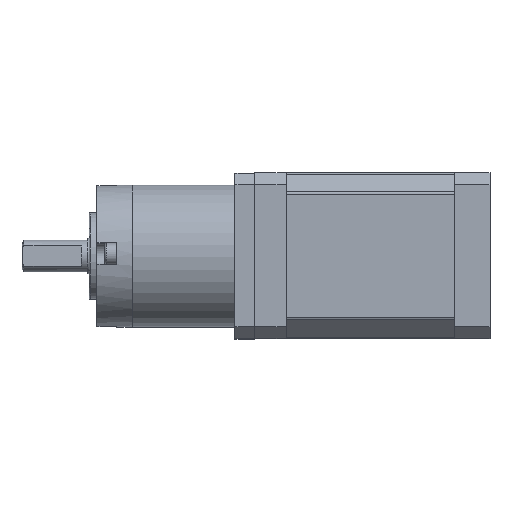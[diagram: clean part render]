
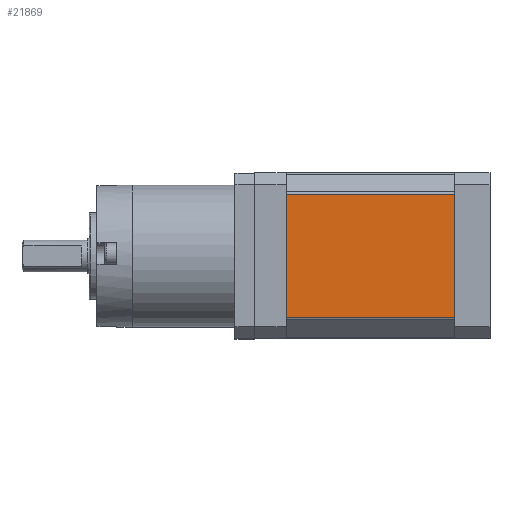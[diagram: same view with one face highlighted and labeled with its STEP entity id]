
A CAD part, top view. The second image highlights one B-rep face of the part: STEP entity #21869.
In plain terms, the highlighted planar face has unit normal (0, 0, 1).
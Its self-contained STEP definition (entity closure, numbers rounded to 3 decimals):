
#1165 = CARTESIAN_POINT ( 'NONE',  ( -9., 15.586, 21. ) ) ;
#1520 = VERTEX_POINT ( 'NONE', #8747 ) ;
#1841 = DIRECTION ( 'NONE',  ( 1., 0., 0. ) ) ;
#2135 = CARTESIAN_POINT ( 'NONE',  ( -9., -21., 21. ) ) ;
#2182 = VERTEX_POINT ( 'NONE', #1165 ) ;
#2299 = EDGE_CURVE ( 'NONE', #2182, #1520, #23506, .T. ) ;
#2692 = VECTOR ( 'NONE', #1841, 1000. ) ;
#5465 = EDGE_LOOP ( 'NONE', ( #13555, #20430, #12156, #19606 ) ) ;
#8087 = DIRECTION ( 'NONE',  ( 0., 0., 1. ) ) ;
#8747 = CARTESIAN_POINT ( 'NONE',  ( -51.7, 15.586, 21. ) ) ;
#9533 = CARTESIAN_POINT ( 'NONE',  ( -51.7, -21., 21. ) ) ;
#10350 = LINE ( 'NONE', #12787, #2692 ) ;
#10782 = LINE ( 'NONE', #2135, #11513 ) ;
#10868 = VECTOR ( 'NONE', #19311, 1000. ) ;
#10913 = DIRECTION ( 'NONE',  ( 0., -1., 0. ) ) ;
#11513 = VECTOR ( 'NONE', #10913, 1000. ) ;
#12156 = ORIENTED_EDGE ( 'NONE', *, *, #14178, .F. ) ;
#12388 = FACE_OUTER_BOUND ( 'NONE', #5465, .T. ) ;
#12604 = EDGE_CURVE ( 'NONE', #21066, #1520, #27412, .T. ) ;
#12787 = CARTESIAN_POINT ( 'NONE',  ( -9., -15.586, 21. ) ) ;
#13555 = ORIENTED_EDGE ( 'NONE', *, *, #12604, .F. ) ;
#14178 = EDGE_CURVE ( 'NONE', #2182, #24384, #10782, .T. ) ;
#17069 = AXIS2_PLACEMENT_3D ( 'NONE', #25963, #8087, #21197 ) ;
#17573 = EDGE_CURVE ( 'NONE', #21066, #24384, #10350, .T. ) ;
#18343 = CARTESIAN_POINT ( 'NONE',  ( -51.7, -15.586, 21. ) ) ;
#19311 = DIRECTION ( 'NONE',  ( -1., 0., 0. ) ) ;
#19606 = ORIENTED_EDGE ( 'NONE', *, *, #2299, .T. ) ;
#20430 = ORIENTED_EDGE ( 'NONE', *, *, #17573, .T. ) ;
#21066 = VERTEX_POINT ( 'NONE', #18343 ) ;
#21197 = DIRECTION ( 'NONE',  ( 1., 0., 0. ) ) ;
#21869 = ADVANCED_FACE ( 'NONE', ( #12388 ), #25528, .T. ) ;
#23506 = LINE ( 'NONE', #28123, #10868 ) ;
#24384 = VERTEX_POINT ( 'NONE', #27784 ) ;
#24682 = DIRECTION ( 'NONE',  ( 0., 1., 0. ) ) ;
#25528 = PLANE ( 'NONE',  #17069 ) ;
#25963 = CARTESIAN_POINT ( 'NONE',  ( -9., -21., 21. ) ) ;
#27370 = VECTOR ( 'NONE', #24682, 1000. ) ;
#27412 = LINE ( 'NONE', #9533, #27370 ) ;
#27784 = CARTESIAN_POINT ( 'NONE',  ( -9., -15.586, 21. ) ) ;
#28123 = CARTESIAN_POINT ( 'NONE',  ( -9., 15.586, 21. ) ) ;
